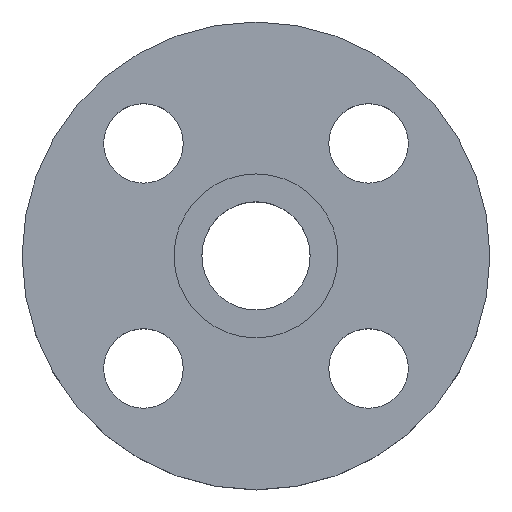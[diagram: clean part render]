
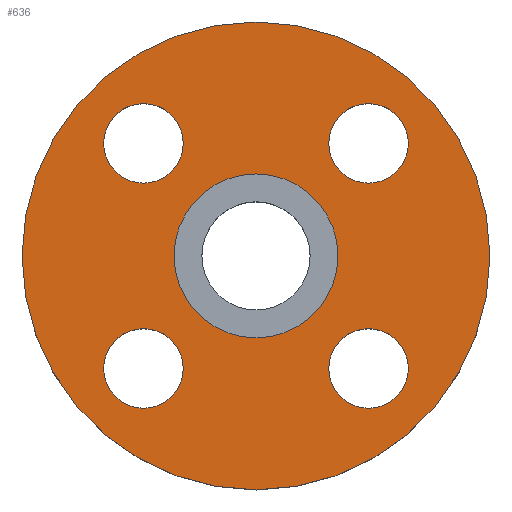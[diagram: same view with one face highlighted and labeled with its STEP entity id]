
A CAD part, top view. The second image highlights one B-rep face of the part: STEP entity #636.
In plain terms, the highlighted planar face has unit normal (0, 0, 1).
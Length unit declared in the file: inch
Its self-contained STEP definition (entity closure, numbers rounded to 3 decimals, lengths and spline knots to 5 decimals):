
#23 = EDGE_CURVE ( 'NONE', #185, #652, #453, .T. ) ;
#33 = CIRCLE ( 'NONE', #478, 0.5 ) ;
#34 = AXIS2_PLACEMENT_3D ( 'NONE', #226, #449, #191 ) ;
#40 = DIRECTION ( 'NONE',  ( 1., 0., 0. ) ) ;
#46 = CIRCLE ( 'NONE', #628, 0.5 ) ;
#51 = EDGE_LOOP ( 'NONE', ( #380, #423 ) ) ;
#57 = DIRECTION ( 'NONE',  ( 0., -1., 0. ) ) ;
#58 = EDGE_CURVE ( 'NONE', #92, #170, #33, .T. ) ;
#62 = DIRECTION ( 'NONE',  ( 0., 0., 1. ) ) ;
#68 = CIRCLE ( 'NONE', #117, 0.5 ) ;
#69 = DIRECTION ( 'NONE',  ( 0., 0., 1. ) ) ;
#74 = EDGE_CURVE ( 'NONE', #354, #452, #46, .T. ) ;
#75 = EDGE_LOOP ( 'NONE', ( #141, #490 ) ) ;
#80 = EDGE_LOOP ( 'NONE', ( #151, #263 ) ) ;
#83 = CIRCLE ( 'NONE', #689, 0.5 ) ;
#91 = PLANE ( 'NONE',  #627 ) ;
#92 = VERTEX_POINT ( 'NONE', #216 ) ;
#95 = CARTESIAN_POINT ( 'NONE',  ( -1.41421, 0.91421, -0.25 ) ) ;
#99 = EDGE_CURVE ( 'NONE', #452, #354, #68, .T. ) ;
#100 = FACE_BOUND ( 'NONE', #397, .T. ) ;
#117 = AXIS2_PLACEMENT_3D ( 'NONE', #279, #657, #585 ) ;
#128 = VERTEX_POINT ( 'NONE', #290 ) ;
#141 = ORIENTED_EDGE ( 'NONE', *, *, #319, .T. ) ;
#150 = FACE_BOUND ( 'NONE', #307, .T. ) ;
#151 = ORIENTED_EDGE ( 'NONE', *, *, #23, .F. ) ;
#152 = CARTESIAN_POINT ( 'NONE',  ( 0., 0., -0.25 ) ) ;
#153 = EDGE_CURVE ( 'NONE', #198, #671, #230, .T. ) ;
#154 = CARTESIAN_POINT ( 'NONE',  ( 0.91421, 1.41421, -0.25 ) ) ;
#162 = EDGE_CURVE ( 'NONE', #170, #92, #169, .T. ) ;
#169 = CIRCLE ( 'NONE', #321, 0.5 ) ;
#170 = VERTEX_POINT ( 'NONE', #395 ) ;
#172 = VERTEX_POINT ( 'NONE', #183 ) ;
#175 = DIRECTION ( 'NONE',  ( -1., 0., 0. ) ) ;
#183 = CARTESIAN_POINT ( 'NONE',  ( 1.03, 0., -0.25 ) ) ;
#185 = VERTEX_POINT ( 'NONE', #614 ) ;
#187 = DIRECTION ( 'NONE',  ( 1., 0., 0. ) ) ;
#188 = DIRECTION ( 'NONE',  ( 0., 1., 0. ) ) ;
#191 = DIRECTION ( 'NONE',  ( 1., 0., 0. ) ) ;
#198 = VERTEX_POINT ( 'NONE', #550 ) ;
#203 = AXIS2_PLACEMENT_3D ( 'NONE', #446, #390, #187 ) ;
#210 = DIRECTION ( 'NONE',  ( 1., 0., 0. ) ) ;
#216 = CARTESIAN_POINT ( 'NONE',  ( 1.41421, -1.91421, -0.25 ) ) ;
#225 = EDGE_CURVE ( 'NONE', #671, #198, #368, .T. ) ;
#226 = CARTESIAN_POINT ( 'NONE',  ( 0., 0., -0.25 ) ) ;
#230 = CIRCLE ( 'NONE', #419, 0.5 ) ;
#246 = EDGE_LOOP ( 'NONE', ( #503, #408 ) ) ;
#250 = DIRECTION ( 'NONE',  ( 1., 0., 0. ) ) ;
#251 = EDGE_CURVE ( 'NONE', #172, #363, #344, .T. ) ;
#263 = ORIENTED_EDGE ( 'NONE', *, *, #458, .F. ) ;
#277 = DIRECTION ( 'NONE',  ( 0., 0., 1. ) ) ;
#279 = CARTESIAN_POINT ( 'NONE',  ( -1.41421, -1.41421, -0.25 ) ) ;
#286 = ORIENTED_EDGE ( 'NONE', *, *, #162, .F. ) ;
#290 = CARTESIAN_POINT ( 'NONE',  ( 2.94, 0., -0.25 ) ) ;
#298 = DIRECTION ( 'NONE',  ( 0., 0., 1. ) ) ;
#307 = EDGE_LOOP ( 'NONE', ( #516, #286 ) ) ;
#319 = EDGE_CURVE ( 'NONE', #128, #623, #604, .T. ) ;
#321 = AXIS2_PLACEMENT_3D ( 'NONE', #565, #547, #455 ) ;
#333 = AXIS2_PLACEMENT_3D ( 'NONE', #691, #417, #250 ) ;
#335 = CIRCLE ( 'NONE', #424, 2.94 ) ;
#344 = CIRCLE ( 'NONE', #34, 1.03 ) ;
#354 = VERTEX_POINT ( 'NONE', #369 ) ;
#363 = VERTEX_POINT ( 'NONE', #519 ) ;
#365 = DIRECTION ( 'NONE',  ( 0., 0., 1. ) ) ;
#368 = CIRCLE ( 'NONE', #203, 0.5 ) ;
#369 = CARTESIAN_POINT ( 'NONE',  ( -1.91421, -1.41421, -0.25 ) ) ;
#370 = FACE_OUTER_BOUND ( 'NONE', #75, .T. ) ;
#378 = DIRECTION ( 'NONE',  ( 0., 0., 1. ) ) ;
#380 = ORIENTED_EDGE ( 'NONE', *, *, #74, .F. ) ;
#387 = DIRECTION ( 'NONE',  ( 1., 0., 0. ) ) ;
#390 = DIRECTION ( 'NONE',  ( 0., 0., 1. ) ) ;
#395 = CARTESIAN_POINT ( 'NONE',  ( 1.41421, -0.91421, -0.25 ) ) ;
#396 = CARTESIAN_POINT ( 'NONE',  ( -1.41421, 1.41421, -0.25 ) ) ;
#397 = EDGE_LOOP ( 'NONE', ( #679, #415 ) ) ;
#408 = ORIENTED_EDGE ( 'NONE', *, *, #643, .T. ) ;
#415 = ORIENTED_EDGE ( 'NONE', *, *, #225, .F. ) ;
#417 = DIRECTION ( 'NONE',  ( 0., 0., -1. ) ) ;
#419 = AXIS2_PLACEMENT_3D ( 'NONE', #602, #69, #387 ) ;
#423 = ORIENTED_EDGE ( 'NONE', *, *, #99, .F. ) ;
#424 = AXIS2_PLACEMENT_3D ( 'NONE', #544, #277, #436 ) ;
#430 = AXIS2_PLACEMENT_3D ( 'NONE', #152, #365, #40 ) ;
#434 = CARTESIAN_POINT ( 'NONE',  ( -1.41421, 1.41421, -0.25 ) ) ;
#436 = DIRECTION ( 'NONE',  ( 1., 0., 0. ) ) ;
#437 = EDGE_CURVE ( 'NONE', #623, #128, #335, .T. ) ;
#444 = CARTESIAN_POINT ( 'NONE',  ( -0.91421, -1.41421, -0.25 ) ) ;
#446 = CARTESIAN_POINT ( 'NONE',  ( 1.41421, 1.41421, -0.25 ) ) ;
#449 = DIRECTION ( 'NONE',  ( 0., 0., -1. ) ) ;
#452 = VERTEX_POINT ( 'NONE', #444 ) ;
#453 = CIRCLE ( 'NONE', #688, 0.5 ) ;
#455 = DIRECTION ( 'NONE',  ( 0., -1., 0. ) ) ;
#458 = EDGE_CURVE ( 'NONE', #652, #185, #83, .T. ) ;
#467 = CARTESIAN_POINT ( 'NONE',  ( -2.94, 0., -0.25 ) ) ;
#470 = FACE_BOUND ( 'NONE', #51, .T. ) ;
#478 = AXIS2_PLACEMENT_3D ( 'NONE', #708, #542, #57 ) ;
#485 = CARTESIAN_POINT ( 'NONE',  ( -1.41421, -1.41421, -0.25 ) ) ;
#490 = ORIENTED_EDGE ( 'NONE', *, *, #437, .T. ) ;
#503 = ORIENTED_EDGE ( 'NONE', *, *, #251, .T. ) ;
#516 = ORIENTED_EDGE ( 'NONE', *, *, #58, .F. ) ;
#519 = CARTESIAN_POINT ( 'NONE',  ( -1.03, 0., -0.25 ) ) ;
#525 = DIRECTION ( 'NONE',  ( 0., 0., 1. ) ) ;
#542 = DIRECTION ( 'NONE',  ( 0., 0., 1. ) ) ;
#544 = CARTESIAN_POINT ( 'NONE',  ( 0., 0., -0.25 ) ) ;
#545 = CIRCLE ( 'NONE', #333, 1.03 ) ;
#547 = DIRECTION ( 'NONE',  ( 0., 0., 1. ) ) ;
#550 = CARTESIAN_POINT ( 'NONE',  ( 1.91421, 1.41421, -0.25 ) ) ;
#565 = CARTESIAN_POINT ( 'NONE',  ( 1.41421, -1.41421, -0.25 ) ) ;
#579 = FACE_BOUND ( 'NONE', #80, .T. ) ;
#585 = DIRECTION ( 'NONE',  ( -1., 0., 0. ) ) ;
#589 = DIRECTION ( 'NONE',  ( 0., 1., 0. ) ) ;
#602 = CARTESIAN_POINT ( 'NONE',  ( 1.41421, 1.41421, -0.25 ) ) ;
#604 = CIRCLE ( 'NONE', #430, 2.94 ) ;
#614 = CARTESIAN_POINT ( 'NONE',  ( -1.41421, 1.91421, -0.25 ) ) ;
#623 = VERTEX_POINT ( 'NONE', #467 ) ;
#627 = AXIS2_PLACEMENT_3D ( 'NONE', #695, #525, #210 ) ;
#628 = AXIS2_PLACEMENT_3D ( 'NONE', #485, #62, #175 ) ;
#634 = FACE_BOUND ( 'NONE', #246, .T. ) ;
#636 = ADVANCED_FACE ( 'NONE', ( #150, #470, #579, #100, #634, #370 ), #91, .T. ) ;
#643 = EDGE_CURVE ( 'NONE', #363, #172, #545, .T. ) ;
#652 = VERTEX_POINT ( 'NONE', #95 ) ;
#657 = DIRECTION ( 'NONE',  ( 0., 0., 1. ) ) ;
#671 = VERTEX_POINT ( 'NONE', #154 ) ;
#679 = ORIENTED_EDGE ( 'NONE', *, *, #153, .F. ) ;
#688 = AXIS2_PLACEMENT_3D ( 'NONE', #434, #378, #589 ) ;
#689 = AXIS2_PLACEMENT_3D ( 'NONE', #396, #298, #188 ) ;
#691 = CARTESIAN_POINT ( 'NONE',  ( 0., 0., -0.25 ) ) ;
#695 = CARTESIAN_POINT ( 'NONE',  ( 0., 0., -0.25 ) ) ;
#708 = CARTESIAN_POINT ( 'NONE',  ( 1.41421, -1.41421, -0.25 ) ) ;
